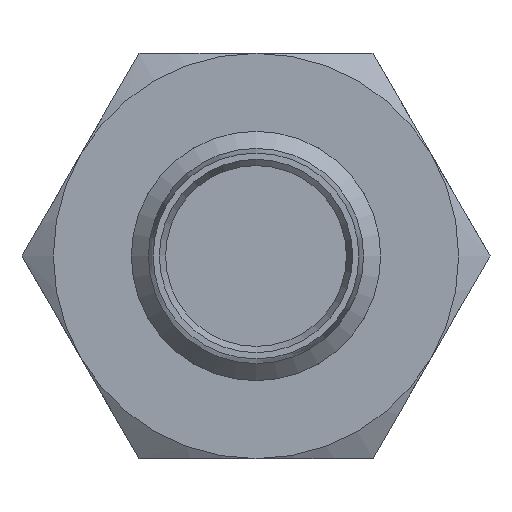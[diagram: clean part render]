
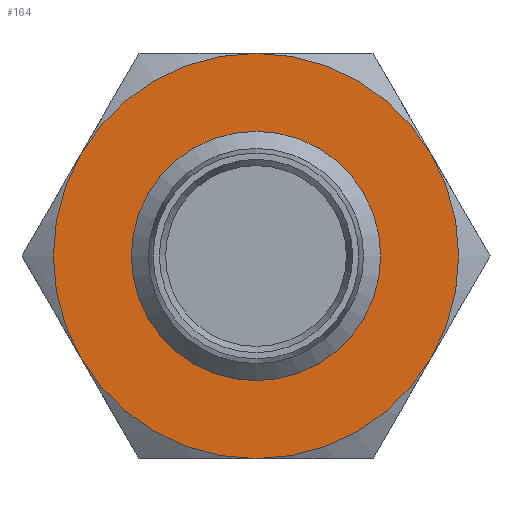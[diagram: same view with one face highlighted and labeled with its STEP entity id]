
A CAD part, left-side view. The second image highlights one B-rep face of the part: STEP entity #164.
In plain terms, the highlighted planar face has unit normal (-1, 0, 0).
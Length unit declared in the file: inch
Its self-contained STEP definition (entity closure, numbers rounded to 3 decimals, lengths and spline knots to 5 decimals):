
#164 = ADVANCED_FACE ( 'NONE', ( #922, #1548 ), #262, .F. ) ;
#203 = ORIENTED_EDGE ( 'NONE', *, *, #1294, .F. ) ;
#229 = DIRECTION ( 'NONE',  ( 1., 0., 0. ) ) ;
#249 = DIRECTION ( 'NONE',  ( 0., 0., -1. ) ) ;
#262 = PLANE ( 'NONE',  #328 ) ;
#263 = CARTESIAN_POINT ( 'NONE',  ( 0.7874, 0.22162, 0.12795 ) ) ;
#269 = CIRCLE ( 'NONE', #578, 0.25591 ) ;
#310 = EDGE_CURVE ( 'NONE', #727, #733, #1471, .T. ) ;
#328 = AXIS2_PLACEMENT_3D ( 'NONE', #911, #1879, #1909 ) ;
#339 = AXIS2_PLACEMENT_3D ( 'NONE', #1123, #1775, #610 ) ;
#358 = VERTEX_POINT ( 'NONE', #1037 ) ;
#480 = DIRECTION ( 'NONE',  ( 0., 0., -1. ) ) ;
#500 = AXIS2_PLACEMENT_3D ( 'NONE', #1708, #229, #480 ) ;
#506 = AXIS2_PLACEMENT_3D ( 'NONE', #1361, #1836, #1353 ) ;
#578 = AXIS2_PLACEMENT_3D ( 'NONE', #2040, #1891, #1709 ) ;
#602 = ORIENTED_EDGE ( 'NONE', *, *, #1691, .T. ) ;
#610 = DIRECTION ( 'NONE',  ( 0., 0., -1. ) ) ;
#684 = AXIS2_PLACEMENT_3D ( 'NONE', #738, #1900, #249 ) ;
#694 = EDGE_CURVE ( 'NONE', #733, #1116, #269, .T. ) ;
#699 = EDGE_CURVE ( 'NONE', #1857, #727, #1170, .T. ) ;
#721 = CIRCLE ( 'NONE', #339, 0.25591 ) ;
#727 = VERTEX_POINT ( 'NONE', #1237 ) ;
#733 = VERTEX_POINT ( 'NONE', #263 ) ;
#738 = CARTESIAN_POINT ( 'NONE',  ( 0.7874, 0., 0. ) ) ;
#778 = VERTEX_POINT ( 'NONE', #1430 ) ;
#807 = CARTESIAN_POINT ( 'NONE',  ( 0.7874, -0.22162, -0.12795 ) ) ;
#826 = CIRCLE ( 'NONE', #1616, 0.25591 ) ;
#868 = VERTEX_POINT ( 'NONE', #807 ) ;
#911 = CARTESIAN_POINT ( 'NONE',  ( 0.7874, 0., 0. ) ) ;
#922 = FACE_BOUND ( 'NONE', #1868, .T. ) ;
#990 = CIRCLE ( 'NONE', #506, 0.25591 ) ;
#1037 = CARTESIAN_POINT ( 'NONE',  ( 0.7874, 0., 0.15748 ) ) ;
#1041 = EDGE_CURVE ( 'NONE', #778, #868, #826, .T. ) ;
#1044 = ORIENTED_EDGE ( 'NONE', *, *, #310, .F. ) ;
#1116 = VERTEX_POINT ( 'NONE', #2128 ) ;
#1123 = CARTESIAN_POINT ( 'NONE',  ( 0.7874, 0., 0. ) ) ;
#1170 = CIRCLE ( 'NONE', #684, 0.25591 ) ;
#1237 = CARTESIAN_POINT ( 'NONE',  ( 0.7874, 0.22162, -0.12795 ) ) ;
#1264 = CIRCLE ( 'NONE', #1606, 0.15748 ) ;
#1266 = CARTESIAN_POINT ( 'NONE',  ( 0.7874, 0., 0. ) ) ;
#1277 = CARTESIAN_POINT ( 'NONE',  ( 0.7874, 0., -0.25591 ) ) ;
#1294 = EDGE_CURVE ( 'NONE', #868, #1857, #721, .T. ) ;
#1299 = DIRECTION ( 'NONE',  ( 1., 0., 0. ) ) ;
#1353 = DIRECTION ( 'NONE',  ( 0., 0., -1. ) ) ;
#1360 = ORIENTED_EDGE ( 'NONE', *, *, #1579, .F. ) ;
#1361 = CARTESIAN_POINT ( 'NONE',  ( 0.7874, 0., 0. ) ) ;
#1430 = CARTESIAN_POINT ( 'NONE',  ( 0.7874, -0.22162, 0.12795 ) ) ;
#1471 = CIRCLE ( 'NONE', #500, 0.25591 ) ;
#1548 = FACE_OUTER_BOUND ( 'NONE', #2016, .T. ) ;
#1551 = ORIENTED_EDGE ( 'NONE', *, *, #699, .F. ) ;
#1574 = DIRECTION ( 'NONE',  ( 0., 0., 1. ) ) ;
#1579 = EDGE_CURVE ( 'NONE', #1116, #778, #990, .T. ) ;
#1606 = AXIS2_PLACEMENT_3D ( 'NONE', #1266, #1728, #1574 ) ;
#1616 = AXIS2_PLACEMENT_3D ( 'NONE', #1814, #1299, #1998 ) ;
#1691 = EDGE_CURVE ( 'NONE', #358, #358, #1264, .T. ) ;
#1697 = ORIENTED_EDGE ( 'NONE', *, *, #1041, .F. ) ;
#1708 = CARTESIAN_POINT ( 'NONE',  ( 0.7874, 0., 0. ) ) ;
#1709 = DIRECTION ( 'NONE',  ( 0., 0., -1. ) ) ;
#1728 = DIRECTION ( 'NONE',  ( 1., 0., 0. ) ) ;
#1775 = DIRECTION ( 'NONE',  ( 1., 0., 0. ) ) ;
#1814 = CARTESIAN_POINT ( 'NONE',  ( 0.7874, 0., 0. ) ) ;
#1836 = DIRECTION ( 'NONE',  ( 1., 0., 0. ) ) ;
#1857 = VERTEX_POINT ( 'NONE', #1277 ) ;
#1868 = EDGE_LOOP ( 'NONE', ( #602 ) ) ;
#1879 = DIRECTION ( 'NONE',  ( 1., 0., 0. ) ) ;
#1891 = DIRECTION ( 'NONE',  ( 1., 0., 0. ) ) ;
#1900 = DIRECTION ( 'NONE',  ( 1., 0., 0. ) ) ;
#1907 = ORIENTED_EDGE ( 'NONE', *, *, #694, .F. ) ;
#1909 = DIRECTION ( 'NONE',  ( 0., 0., -1. ) ) ;
#1998 = DIRECTION ( 'NONE',  ( 0., 0., -1. ) ) ;
#2016 = EDGE_LOOP ( 'NONE', ( #1551, #203, #1697, #1360, #1907, #1044 ) ) ;
#2040 = CARTESIAN_POINT ( 'NONE',  ( 0.7874, 0., 0. ) ) ;
#2128 = CARTESIAN_POINT ( 'NONE',  ( 0.7874, 0., 0.25591 ) ) ;
